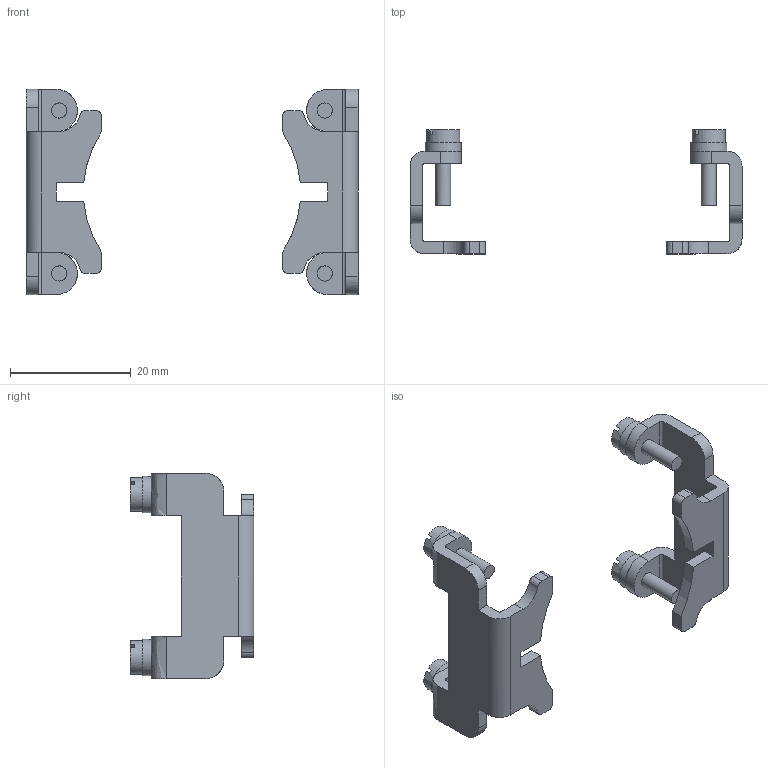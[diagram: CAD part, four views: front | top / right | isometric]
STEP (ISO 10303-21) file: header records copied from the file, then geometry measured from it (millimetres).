
FILE_DESCRIPTION(( 'HARTING HARTING HARTING HARTING HARTING HARTING HARTING HARTING HARTING', 'This Document is valid for Parts No. 09 11 000 9971'),'2;1');
FILE_NAME('MD_09110009971_R26109.stp', '2003-12-10T15:55:42',('ITIS-3'),('HARTING KGaA, D-32339 Espelkamp'), 'I-DEAS Master Series 9','HP-UNIX','Yes');
FILE_SCHEMA(('AUTOMOTIVE_DESIGN { 1 0 10303 214 0 1 1 1 }'));
Length unit declared in the file: millimetre
Products named in the file (1): Han 1HC-Halterung 650A
Bounding box: 55 x 20.5 x 34 mm (x, y, z)
Volume: 3081.3 mm3; surface area: 3759.7 mm2
Topology: 2 solids, 2 shells, 132 faces, 356 edges, 236 vertices
Faces by surface type: bspline 132
Entity records: 3970 total; most frequent: CARTESIAN_POINT 1909, ORIENTED_EDGE 712, EDGE_CURVE 356, VERTEX_POINT 236, B_SPLINE_CURVE_WITH_KNOTS 166, EDGE_LOOP 140, FACE_OUTER_BOUND 132, ADVANCED_FACE 132
